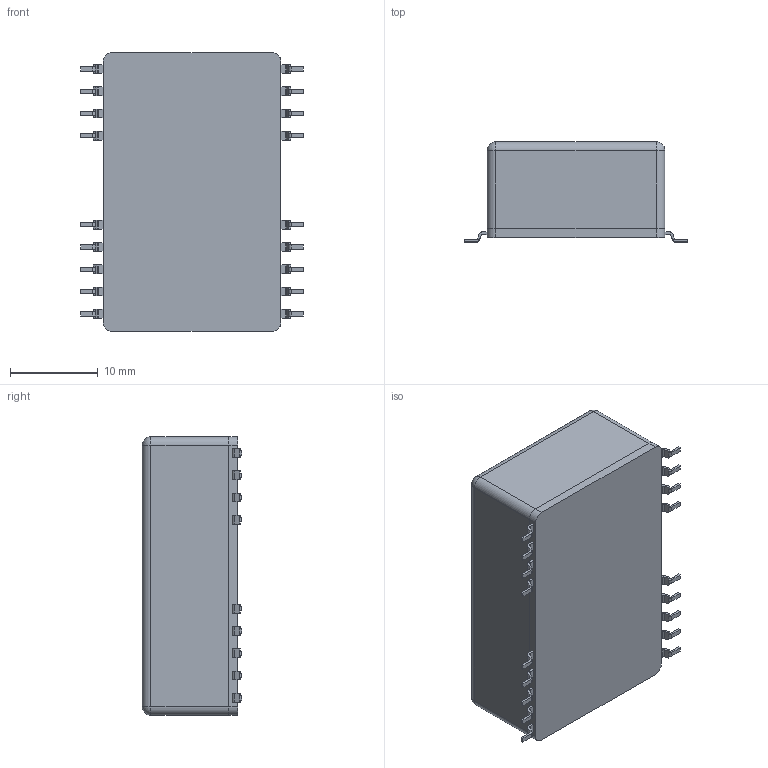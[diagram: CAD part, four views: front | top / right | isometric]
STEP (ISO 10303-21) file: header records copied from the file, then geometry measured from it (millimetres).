
FILE_DESCRIPTION (( 'STEP AP214' ), '1' );
FILE_NAME ('LDD-1000LS.STEP', '2020-05-16T02:59:08', ( '' ), ( '' ), 'SwSTEP 2.0', 'SolidWorks 2017', '' );
FILE_SCHEMA (( 'AUTOMOTIVE_DESIGN' ));
Length unit declared in the file: millimetre
Products named in the file (1): LDD-1000LS
Bounding box: 25.4 x 11.4 x 31.8 mm (x, y, z)
Volume: 7015.6 mm3; surface area: 3769.9 mm2
Topology: 20 solids, 20 shells, 352 faces, 856 edges, 540 vertices
Faces by surface type: plane 264, cylinder 84, sphere 4
Entity records: 10317 total; most frequent: CARTESIAN_POINT 1745, DIRECTION 1726, ORIENTED_EDGE 1704, EDGE_CURVE 852, VECTOR 684, LINE 684, VERTEX_POINT 540, AXIS2_PLACEMENT_3D 521
